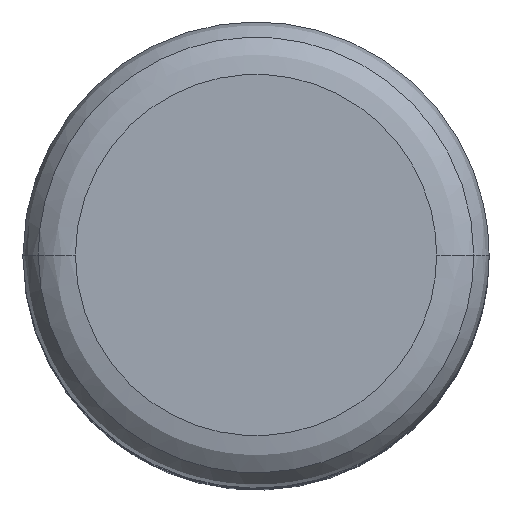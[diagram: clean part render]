
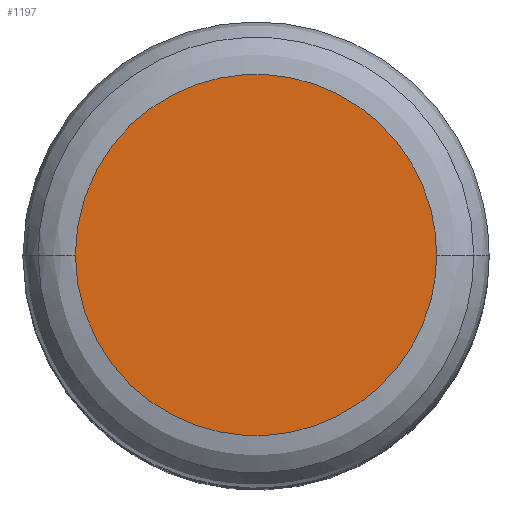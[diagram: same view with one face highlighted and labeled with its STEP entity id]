
A CAD part, top view. The second image highlights one B-rep face of the part: STEP entity #1197.
In plain terms, the highlighted free-form (B-spline) face has degree [1, 1] with [2, 2] control points.
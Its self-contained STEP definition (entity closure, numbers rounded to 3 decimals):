
#1156=CARTESIAN_POINT('F2',(-9.46,-9.46,
   16.2));
#1157=CARTESIAN_POINT('F2',(9.46,-9.46,
   16.2));
#1158=CARTESIAN_POINT('F2',(-9.46,9.46,
   16.2));
#1159=CARTESIAN_POINT('F2',(9.46,9.46,
   16.2));
#1160=QUASI_UNIFORM_SURFACE('F2',1,1,((#1156,#1158),(#1157,#1159)),
   .PLANE_SURF.,.F.,.F.,.U.);
#1161=CARTESIAN_POINT('V12',(-8.6,0.0,
   16.2));
#1162=VERTEX_POINT('V12',#1161);
#1163=CARTESIAN_POINT('V10',(8.6,0.0,
   16.2));
#1164=VERTEX_POINT('V10',#1163);
#1165=CARTESIAN_POINT('E5',(-8.6,0.0,
   16.2));
#1166=CARTESIAN_POINT('E5',(-8.6,-8.6,
   16.2));
#1167=CARTESIAN_POINT('E5',(0.0,-8.6,
   16.2));
#1168=CARTESIAN_POINT('E5',(8.6,-8.6,
   16.2));
#1169=CARTESIAN_POINT('E5',(8.6,0.0,16.2)
   );
#1177=(BOUNDED_CURVE()B_SPLINE_CURVE(2,(#1165,#1166,#1167,#1168,
   #1169),.CIRCULAR_ARC.,.F.,.U.)B_SPLINE_CURVE_WITH_KNOTS((3,2,3),
   (0.0,0.5,1.0),.UNSPECIFIED.)CURVE()
   GEOMETRIC_REPRESENTATION_ITEM()RATIONAL_B_SPLINE_CURVE((1.0,
   0.707,1.0,0.707,1.0))REPRESENTATION_ITEM(
   'E5'));
#1178=EDGE_CURVE('E5',#1162,#1164,#1177,.T.);
#1179=ORIENTED_EDGE('E5',*,*,#1178,.T.);
#1180=CARTESIAN_POINT('E4',(-8.6,0.0,
   16.2));
#1181=CARTESIAN_POINT('E4',(-8.6,8.6,
   16.2));
#1182=CARTESIAN_POINT('E4',(0.0,8.6,16.2)
   );
#1183=CARTESIAN_POINT('E4',(8.6,8.6,
   16.2));
#1184=CARTESIAN_POINT('E4',(8.6,0.0,16.2)
   );
#1192=(BOUNDED_CURVE()B_SPLINE_CURVE(2,(#1180,#1181,#1182,#1183,
   #1184),.CIRCULAR_ARC.,.F.,.U.)B_SPLINE_CURVE_WITH_KNOTS((3,2,3),
   (0.0,0.5,1.0),.UNSPECIFIED.)CURVE()
   GEOMETRIC_REPRESENTATION_ITEM()RATIONAL_B_SPLINE_CURVE((1.0,
   0.707,1.0,0.707,1.0))REPRESENTATION_ITEM(
   'E4'));
#1193=EDGE_CURVE('E4',#1162,#1164,#1192,.T.);
#1194=ORIENTED_EDGE('E4',*,*,#1193,.F.);
#1195=EDGE_LOOP('F2',(#1179,#1194));
#1196=FACE_OUTER_BOUND('F2',#1195,.T.);
#1197=ADVANCED_FACE('F2',(#1196),#1160,.T.);
